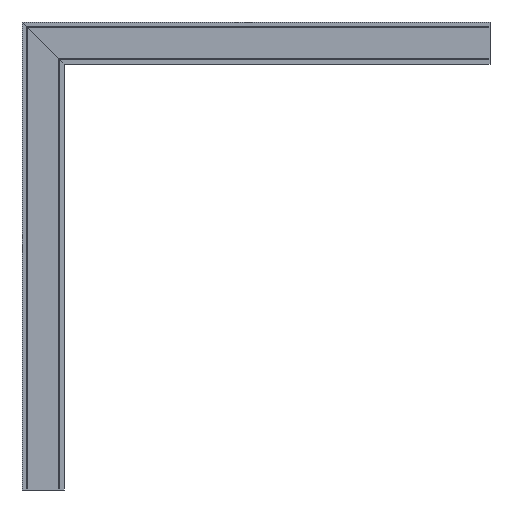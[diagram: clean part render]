
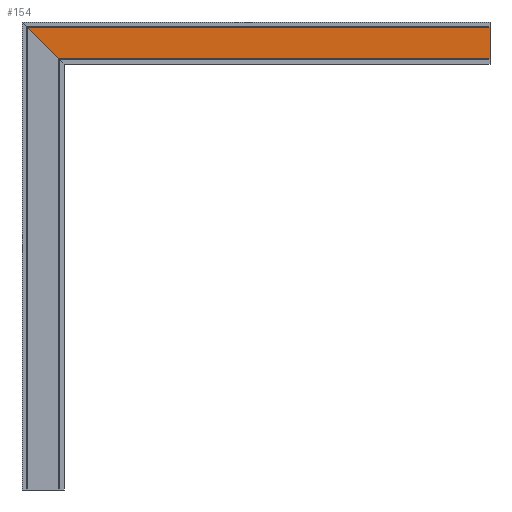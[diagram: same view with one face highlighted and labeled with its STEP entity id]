
A CAD part, front view. The second image highlights one B-rep face of the part: STEP entity #154.
In plain terms, the highlighted planar face has unit normal (0, -1, 0).
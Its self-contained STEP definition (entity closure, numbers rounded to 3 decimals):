
#9 = EDGE_CURVE ( 'NONE', #446, #282, #361, .T. ) ;
#20 = DIRECTION ( 'NONE',  ( 0., 0., 1. ) ) ;
#24 = DIRECTION ( 'NONE',  ( -1., 0., 0. ) ) ;
#45 = ORIENTED_EDGE ( 'NONE', *, *, #9, .T. ) ;
#49 = EDGE_CURVE ( 'NONE', #115, #282, #793, .T. ) ;
#53 = DIRECTION ( 'NONE',  ( -0.707, 0., 0.707 ) ) ;
#86 = CARTESIAN_POINT ( 'NONE',  ( 0., -2., -2.2 ) ) ;
#106 = ORIENTED_EDGE ( 'NONE', *, *, #49, .F. ) ;
#111 = DIRECTION ( 'NONE',  ( 0., 0., -1. ) ) ;
#115 = VERTEX_POINT ( 'NONE', #583 ) ;
#144 = EDGE_CURVE ( 'NONE', #609, #115, #587, .T. ) ;
#154 = ADVANCED_FACE ( 'NONE', ( #332 ), #650, .F. ) ;
#214 = CARTESIAN_POINT ( 'NONE',  ( 0., -2., -15.8 ) ) ;
#239 = VECTOR ( 'NONE', #111, 1000. ) ;
#282 = VERTEX_POINT ( 'NONE', #510 ) ;
#284 = AXIS2_PLACEMENT_3D ( 'NONE', #293, #344, #20 ) ;
#293 = CARTESIAN_POINT ( 'NONE',  ( 0., -2., -15.8 ) ) ;
#299 = CARTESIAN_POINT ( 'NONE',  ( -92.1, -2., -107.9 ) ) ;
#320 = VECTOR ( 'NONE', #24, 1000. ) ;
#332 = FACE_OUTER_BOUND ( 'NONE', #547, .T. ) ;
#344 = DIRECTION ( 'NONE',  ( 0., 1., 0. ) ) ;
#361 = LINE ( 'NONE', #371, #416 ) ;
#371 = CARTESIAN_POINT ( 'NONE',  ( 0., -2., -2.2 ) ) ;
#376 = CARTESIAN_POINT ( 'NONE',  ( 0., -2., -15.8 ) ) ;
#416 = VECTOR ( 'NONE', #789, 1000. ) ;
#446 = VERTEX_POINT ( 'NONE', #86 ) ;
#481 = ORIENTED_EDGE ( 'NONE', *, *, #144, .F. ) ;
#510 = CARTESIAN_POINT ( 'NONE',  ( -197.8, -2., -2.2 ) ) ;
#542 = LINE ( 'NONE', #663, #239 ) ;
#547 = EDGE_LOOP ( 'NONE', ( #481, #673, #45, #106 ) ) ;
#583 = CARTESIAN_POINT ( 'NONE',  ( -184.2, -2., -15.8 ) ) ;
#587 = LINE ( 'NONE', #214, #320 ) ;
#609 = VERTEX_POINT ( 'NONE', #376 ) ;
#650 = PLANE ( 'NONE',  #284 ) ;
#663 = CARTESIAN_POINT ( 'NONE',  ( 0., -2., -15.8 ) ) ;
#673 = ORIENTED_EDGE ( 'NONE', *, *, #778, .F. ) ;
#705 = VECTOR ( 'NONE', #53, 1000. ) ;
#778 = EDGE_CURVE ( 'NONE', #446, #609, #542, .T. ) ;
#789 = DIRECTION ( 'NONE',  ( -1., 0., 0. ) ) ;
#793 = LINE ( 'NONE', #299, #705 ) ;
